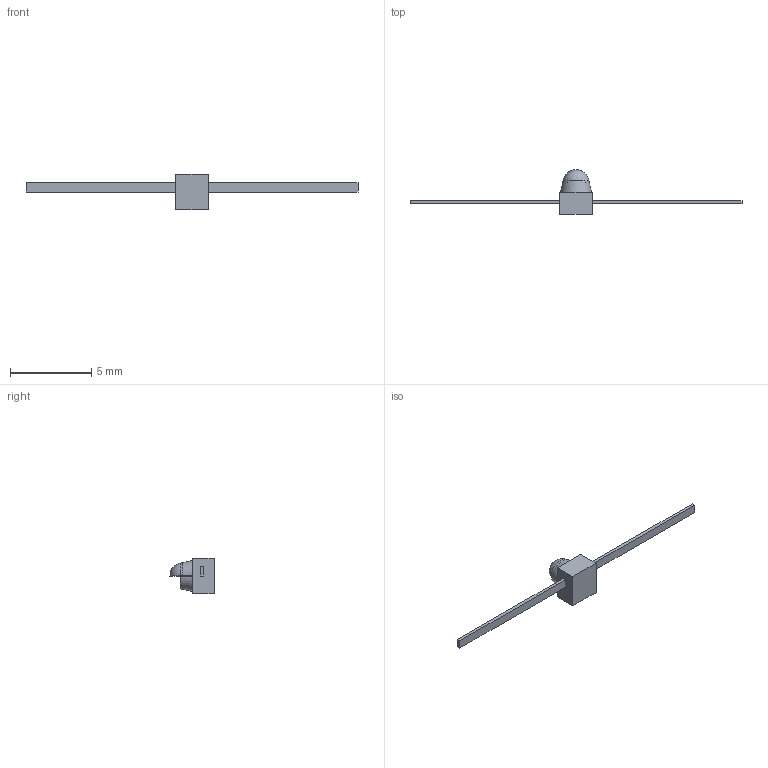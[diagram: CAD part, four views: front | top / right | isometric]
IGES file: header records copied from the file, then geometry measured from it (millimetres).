
Start section: SolidWorks IGES file using analytic representation for surfaces
Global section: file name: 4307Tx.IGS; native system: SolidWorks 2018; preprocessor: SolidWorks 2018; author: chwang; date: 190515.145649; units: inch
Bounding box: 20.49 x 2.74 x 2.21 mm (x, y, z)
Surface area: 53.6 mm2 (no closed solid volume)
Topology: 0 solids, 0 shells, 20 faces, 120 edges, 119 vertices
Faces by surface type: bspline 16, revolution 4
